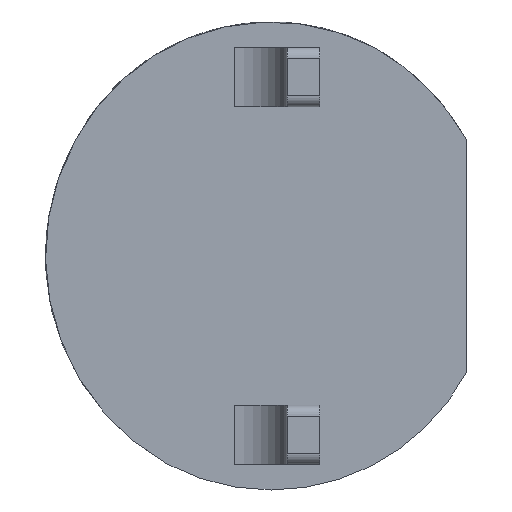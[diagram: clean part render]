
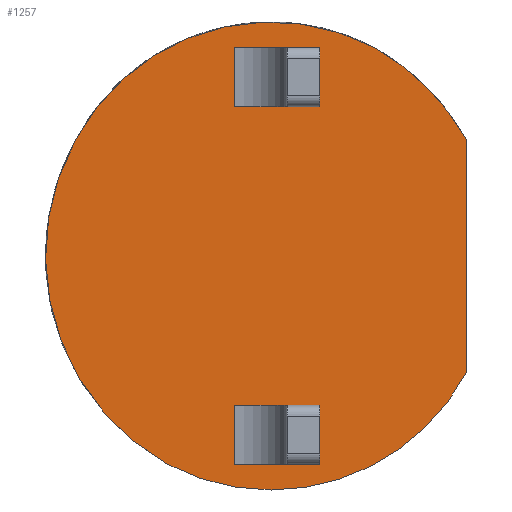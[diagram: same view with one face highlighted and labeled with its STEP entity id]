
A CAD part, front view. The second image highlights one B-rep face of the part: STEP entity #1257.
In plain terms, the highlighted planar face has unit normal (0, -1, 0).
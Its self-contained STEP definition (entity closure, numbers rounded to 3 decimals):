
#8 = CARTESIAN_POINT ( 'NONE',  ( 9.603, 0., 2.455 ) ) ;
#14 = LINE ( 'NONE', #1106, #573 ) ;
#31 = DIRECTION ( 'NONE',  ( 0., 0., 1. ) ) ;
#33 = EDGE_CURVE ( 'NONE', #358, #1054, #1553, .T. ) ;
#49 = PLANE ( 'NONE',  #483 ) ;
#51 = CIRCLE ( 'NONE', #1385, 18.323 ) ;
#52 = CARTESIAN_POINT ( 'NONE',  ( 23.378, 0., 4.976 ) ) ;
#59 = CARTESIAN_POINT ( 'NONE',  ( 12.103, 0., -2.095 ) ) ;
#61 = ORIENTED_EDGE ( 'NONE', *, *, #306, .F. ) ;
#93 = ORIENTED_EDGE ( 'NONE', *, *, #1293, .F. ) ;
#102 = ORIENTED_EDGE ( 'NONE', *, *, #679, .F. ) ;
#120 = ORIENTED_EDGE ( 'NONE', *, *, #33, .F. ) ;
#125 = CARTESIAN_POINT ( 'NONE',  ( 0.449, 0., -2.095 ) ) ;
#149 = VERTEX_POINT ( 'NONE', #1001 ) ;
#150 = CARTESIAN_POINT ( 'NONE',  ( 9.603, 0., -2.095 ) ) ;
#157 = LINE ( 'NONE', #52, #698 ) ;
#166 = DIRECTION ( 'NONE',  ( 0., 0., 1. ) ) ;
#179 = DIRECTION ( 'NONE',  ( 0., 0., 1. ) ) ;
#181 = VERTEX_POINT ( 'NONE', #645 ) ;
#187 = CARTESIAN_POINT ( 'NONE',  ( 12.103, 0., 29.905 ) ) ;
#237 = CARTESIAN_POINT ( 'NONE',  ( 5.603, 0., 13.905 ) ) ;
#250 = LINE ( 'NONE', #1377, #509 ) ;
#262 = CARTESIAN_POINT ( 'NONE',  ( 12.103, 0., 25.355 ) ) ;
#277 = CARTESIAN_POINT ( 'NONE',  ( 12.103, 0., 29.905 ) ) ;
#297 = CARTESIAN_POINT ( 'NONE',  ( 7.378, 0., 13.905 ) ) ;
#306 = EDGE_CURVE ( 'NONE', #1612, #501, #1373, .T. ) ;
#317 = DIRECTION ( 'NONE',  ( 0., 0., 1. ) ) ;
#358 = VERTEX_POINT ( 'NONE', #1331 ) ;
#365 = VECTOR ( 'NONE', #179, 1000. ) ;
#378 = CARTESIAN_POINT ( 'NONE',  ( 12.103, 0., -2.095 ) ) ;
#386 = CARTESIAN_POINT ( 'NONE',  ( 9.603, 0., 29.905 ) ) ;
#390 = DIRECTION ( 'NONE',  ( 0., 1., 0. ) ) ;
#399 = VERTEX_POINT ( 'NONE', #830 ) ;
#411 = LINE ( 'NONE', #386, #1002 ) ;
#428 = DIRECTION ( 'NONE',  ( 0., -1., 0. ) ) ;
#439 = EDGE_CURVE ( 'NONE', #498, #1534, #14, .T. ) ;
#483 = AXIS2_PLACEMENT_3D ( 'NONE', #297, #428, #552 ) ;
#491 = VECTOR ( 'NONE', #1254, 1000. ) ;
#498 = VERTEX_POINT ( 'NONE', #1259 ) ;
#501 = VERTEX_POINT ( 'NONE', #1622 ) ;
#509 = VECTOR ( 'NONE', #1493, 1000. ) ;
#516 = ORIENTED_EDGE ( 'NONE', *, *, #1131, .F. ) ;
#519 = ORIENTED_EDGE ( 'NONE', *, *, #687, .F. ) ;
#540 = EDGE_CURVE ( 'NONE', #399, #561, #1168, .T. ) ;
#552 = DIRECTION ( 'NONE',  ( 0., 0., -1. ) ) ;
#561 = VERTEX_POINT ( 'NONE', #1113 ) ;
#566 = DIRECTION ( 'NONE',  ( 0., 0., -1. ) ) ;
#567 = DIRECTION ( 'NONE',  ( 0., 1., 0. ) ) ;
#573 = VECTOR ( 'NONE', #1342, 1000. ) ;
#584 = EDGE_CURVE ( 'NONE', #399, #1192, #250, .T. ) ;
#585 = FACE_BOUND ( 'NONE', #1405, .T. ) ;
#645 = CARTESIAN_POINT ( 'NONE',  ( 12.103, 0., 2.455 ) ) ;
#661 = DIRECTION ( 'NONE',  ( 0., 0., 1. ) ) ;
#679 = EDGE_CURVE ( 'NONE', #181, #1534, #885, .T. ) ;
#682 = CIRCLE ( 'NONE', #1545, 16.967 ) ;
#687 = EDGE_CURVE ( 'NONE', #1054, #1612, #51, .T. ) ;
#698 = VECTOR ( 'NONE', #566, 1000. ) ;
#705 = CARTESIAN_POINT ( 'NONE',  ( 5.603, 0., 2.455 ) ) ;
#727 = EDGE_CURVE ( 'NONE', #498, #1137, #1267, .T. ) ;
#745 = ORIENTED_EDGE ( 'NONE', *, *, #540, .T. ) ;
#746 = CARTESIAN_POINT ( 'NONE',  ( -6.622, 0., 22.834 ) ) ;
#802 = VECTOR ( 'NONE', #1162, 1000. ) ;
#805 = AXIS2_PLACEMENT_3D ( 'NONE', #1121, #1044, #166 ) ;
#815 = CARTESIAN_POINT ( 'NONE',  ( 8.378, 0., 14.905 ) ) ;
#817 = FACE_OUTER_BOUND ( 'NONE', #1230, .T. ) ;
#825 = ORIENTED_EDGE ( 'NONE', *, *, #727, .F. ) ;
#830 = CARTESIAN_POINT ( 'NONE',  ( 5.603, 0., 25.355 ) ) ;
#880 = DIRECTION ( 'NONE',  ( 1., 0., 0. ) ) ;
#885 = LINE ( 'NONE', #8, #802 ) ;
#894 = DIRECTION ( 'NONE',  ( 0., 0., 1. ) ) ;
#911 = VERTEX_POINT ( 'NONE', #965 ) ;
#931 = ORIENTED_EDGE ( 'NONE', *, *, #1394, .F. ) ;
#965 = CARTESIAN_POINT ( 'NONE',  ( 23.378, 0., 22.834 ) ) ;
#968 = ORIENTED_EDGE ( 'NONE', *, *, #1597, .F. ) ;
#1001 = CARTESIAN_POINT ( 'NONE',  ( 23.378, 0., 4.976 ) ) ;
#1002 = VECTOR ( 'NONE', #1419, 1000. ) ;
#1044 = DIRECTION ( 'NONE',  ( 0., 1., 0. ) ) ;
#1054 = VERTEX_POINT ( 'NONE', #125 ) ;
#1058 = CARTESIAN_POINT ( 'NONE',  ( 8.378, 0., 12.905 ) ) ;
#1106 = CARTESIAN_POINT ( 'NONE',  ( 5.603, 0., 13.905 ) ) ;
#1113 = CARTESIAN_POINT ( 'NONE',  ( 5.603, 0., 29.905 ) ) ;
#1121 = CARTESIAN_POINT ( 'NONE',  ( 8.378, 0., 12.905 ) ) ;
#1126 = LINE ( 'NONE', #277, #1184 ) ;
#1131 = EDGE_CURVE ( 'NONE', #1444, #561, #411, .T. ) ;
#1137 = VERTEX_POINT ( 'NONE', #378 ) ;
#1154 = EDGE_LOOP ( 'NONE', ( #825, #1318, #102, #1378 ) ) ;
#1162 = DIRECTION ( 'NONE',  ( -1., 0., 0. ) ) ;
#1168 = LINE ( 'NONE', #237, #491 ) ;
#1184 = VECTOR ( 'NONE', #661, 1000. ) ;
#1186 = FACE_BOUND ( 'NONE', #1154, .T. ) ;
#1192 = VERTEX_POINT ( 'NONE', #262 ) ;
#1230 = EDGE_LOOP ( 'NONE', ( #968, #61, #519, #120, #1355, #931 ) ) ;
#1254 = DIRECTION ( 'NONE',  ( 0., 0., 1. ) ) ;
#1256 = EDGE_CURVE ( 'NONE', #149, #358, #682, .T. ) ;
#1257 = ADVANCED_FACE ( 'NONE', ( #817, #585, #1186 ), #49, .T. ) ;
#1259 = CARTESIAN_POINT ( 'NONE',  ( 5.603, 0., -2.095 ) ) ;
#1267 = LINE ( 'NONE', #150, #1290 ) ;
#1286 = CARTESIAN_POINT ( 'NONE',  ( 9.378, 0., 13.905 ) ) ;
#1289 = CIRCLE ( 'NONE', #1619, 18.323 ) ;
#1290 = VECTOR ( 'NONE', #880, 1000. ) ;
#1293 = EDGE_CURVE ( 'NONE', #1192, #1444, #1126, .T. ) ;
#1318 = ORIENTED_EDGE ( 'NONE', *, *, #439, .T. ) ;
#1327 = AXIS2_PLACEMENT_3D ( 'NONE', #815, #567, #317 ) ;
#1331 = CARTESIAN_POINT ( 'NONE',  ( 8.378, 0., -4.062 ) ) ;
#1342 = DIRECTION ( 'NONE',  ( 0., 0., 1. ) ) ;
#1355 = ORIENTED_EDGE ( 'NONE', *, *, #1256, .F. ) ;
#1373 = CIRCLE ( 'NONE', #1327, 16.967 ) ;
#1377 = CARTESIAN_POINT ( 'NONE',  ( 9.603, 0., 25.355 ) ) ;
#1378 = ORIENTED_EDGE ( 'NONE', *, *, #1456, .F. ) ;
#1385 = AXIS2_PLACEMENT_3D ( 'NONE', #1286, #390, #894 ) ;
#1389 = LINE ( 'NONE', #59, #365 ) ;
#1394 = EDGE_CURVE ( 'NONE', #911, #149, #157, .T. ) ;
#1405 = EDGE_LOOP ( 'NONE', ( #1470, #745, #516, #93 ) ) ;
#1419 = DIRECTION ( 'NONE',  ( -1., 0., 0. ) ) ;
#1444 = VERTEX_POINT ( 'NONE', #187 ) ;
#1456 = EDGE_CURVE ( 'NONE', #1137, #181, #1389, .T. ) ;
#1470 = ORIENTED_EDGE ( 'NONE', *, *, #584, .F. ) ;
#1493 = DIRECTION ( 'NONE',  ( 1., 0., 0. ) ) ;
#1500 = DIRECTION ( 'NONE',  ( 0., 1., 0. ) ) ;
#1534 = VERTEX_POINT ( 'NONE', #705 ) ;
#1545 = AXIS2_PLACEMENT_3D ( 'NONE', #1058, #1562, #31 ) ;
#1553 = CIRCLE ( 'NONE', #805, 16.967 ) ;
#1562 = DIRECTION ( 'NONE',  ( 0., 1., 0. ) ) ;
#1597 = EDGE_CURVE ( 'NONE', #501, #911, #1289, .T. ) ;
#1612 = VERTEX_POINT ( 'NONE', #746 ) ;
#1619 = AXIS2_PLACEMENT_3D ( 'NONE', #1637, #1500, #1627 ) ;
#1622 = CARTESIAN_POINT ( 'NONE',  ( 16.307, 0., 29.905 ) ) ;
#1627 = DIRECTION ( 'NONE',  ( 0., 0., -1. ) ) ;
#1637 = CARTESIAN_POINT ( 'NONE',  ( 7.378, 0., 13.905 ) ) ;
